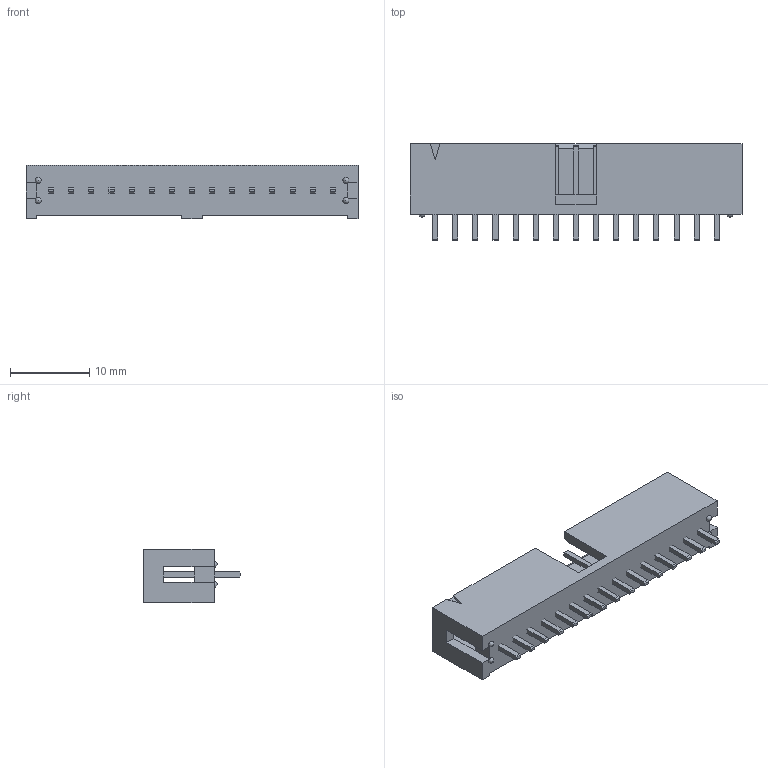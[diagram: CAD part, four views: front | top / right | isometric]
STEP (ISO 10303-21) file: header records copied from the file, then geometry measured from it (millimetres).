
FILE_DESCRIPTION( ( 'STEP AP214' ), '1' );
FILE_NAME( 'TSS-115-01-F-S.stp', '2022-03-03T03:50:03', ( 'License CC BY-ND 4.0' ), ( 'CADENAS' ), ' ', 'PARTsolutions', ' ' );
FILE_SCHEMA( ( 'AUTOMOTIVE_DESIGN { 1 0 10303 214 1 1 1 1 }' ) );
Length unit declared in the file: inch
Products named in the file (4): TSS-115-01-F-S; _TSS-115-01-S_header; _TSS-First_Position_Indicator; _T-1S6-15-01-S__
Assembly tree (3 placements, depth 2):
  TSS-115-01-F-S
    _TSS-115-01-S_header
    _TSS-First_Position_Indicator
    _T-1S6-15-01-S__
Bounding box: 41.91 x 12.19 x 6.73 mm (x, y, z)
Volume: 1421.7 mm3; surface area: 2422.1 mm2
Topology: 3 solids, 3 shells, 230 faces, 678 edges, 450 vertices
Faces by surface type: plane 226, sphere 4
Entity records: 9340 total; most frequent: CARTESIAN_POINT 1346, ORIENTED_EDGE 1332, DIRECTION 1138, EDGE_CURVE 666, LINE 662, VECTOR 662, VERTEX_POINT 446, AXIS2_PLACEMENT_3D 238
